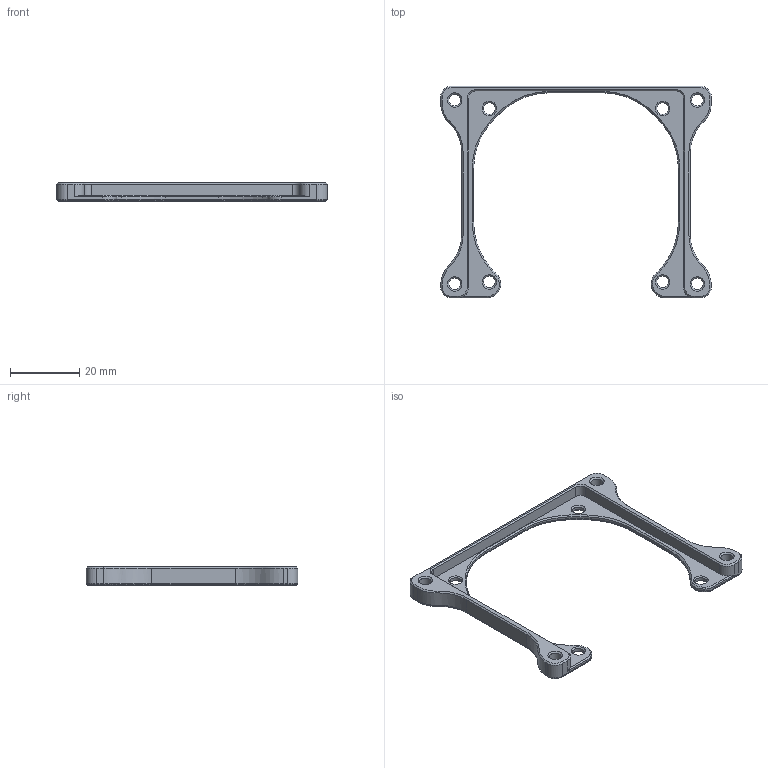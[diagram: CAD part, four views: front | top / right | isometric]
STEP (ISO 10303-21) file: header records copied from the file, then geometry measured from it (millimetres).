
FILE_DESCRIPTION(/* description */ (''),/* implementation_level */ '2;1');
FILE_NAME(/* name */ 'Fanmount.step',/* time_stamp */ '2024-06-12T19:05:22+02:00',/* author */ (''),/* organization */ (''),/* preprocessor_version */ 'ST-DEVELOPER v20',/* originating_system */ 'Autodesk Translation Framework v13.14.0.145',/* authorisation */ '');
FILE_SCHEMA (('AUTOMOTIVE_DESIGN { 1 0 10303 214 3 1 1 }'));
Products named in the file (1): (Nicht gespeichert)
Bounding box: 78 x 61 x 5.4 mm (x, y, z)
Volume: 3745.3 mm3; surface area: 4334.3 mm2
Topology: 1 solids, 1 shells, 171 faces, 393 edges, 224 vertices
Faces by surface type: plane 47, bspline 42, cone 40, cylinder 38, torus 4
Full cylindrical faces by diameter (mm): 3.4 x8
Entity records: 39436 total; most frequent: CARTESIAN_POINT 35660, ORIENTED_EDGE 786, DIRECTION 744, EDGE_CURVE 393, AXIS2_PLACEMENT_3D 268, VERTEX_POINT 224, LINE 208, VECTOR 208
